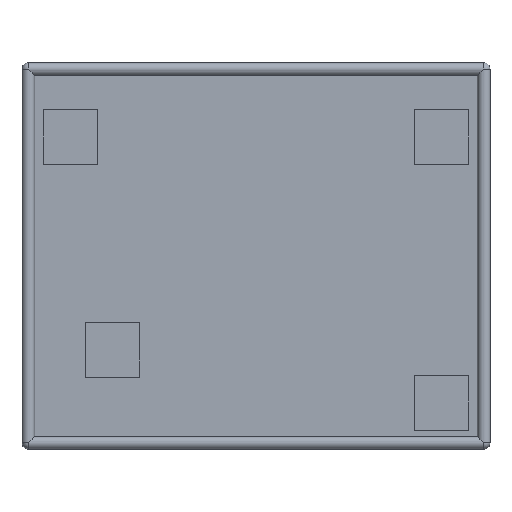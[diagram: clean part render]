
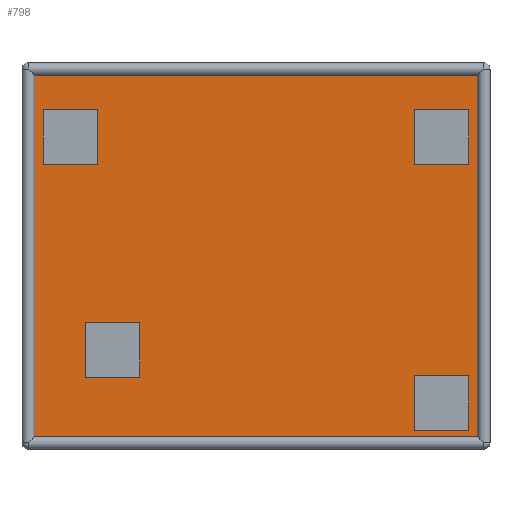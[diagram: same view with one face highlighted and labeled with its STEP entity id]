
A CAD part, top view. The second image highlights one B-rep face of the part: STEP entity #798.
In plain terms, the highlighted planar face has unit normal (0, 0, 1).
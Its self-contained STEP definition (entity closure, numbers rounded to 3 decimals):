
#15=FACE_BOUND('',#325,.T.);
#16=FACE_BOUND('',#326,.T.);
#17=FACE_BOUND('',#327,.T.);
#18=FACE_BOUND('',#328,.T.);
#52=PLANE('',#890);
#78=LINE('',#1239,#158);
#81=LINE('',#1244,#161);
#82=LINE('',#1248,#162);
#86=LINE('',#1256,#166);
#89=LINE('',#1262,#169);
#92=LINE('',#1267,#172);
#94=LINE('',#1273,#174);
#98=LINE('',#1281,#178);
#101=LINE('',#1287,#181);
#104=LINE('',#1292,#184);
#106=LINE('',#1298,#186);
#110=LINE('',#1306,#190);
#113=LINE('',#1312,#193);
#116=LINE('',#1317,#196);
#118=LINE('',#1323,#198);
#122=LINE('',#1331,#202);
#125=LINE('',#1337,#205);
#128=LINE('',#1342,#208);
#131=LINE('',#1348,#211);
#132=LINE('',#1350,#212);
#158=VECTOR('',#1026,10.);
#161=VECTOR('',#1031,10.);
#162=VECTOR('',#1034,10.);
#166=VECTOR('',#1040,10.);
#169=VECTOR('',#1045,10.);
#172=VECTOR('',#1050,10.);
#174=VECTOR('',#1056,10.);
#178=VECTOR('',#1062,10.);
#181=VECTOR('',#1067,10.);
#184=VECTOR('',#1072,10.);
#186=VECTOR('',#1078,10.);
#190=VECTOR('',#1084,10.);
#193=VECTOR('',#1089,10.);
#196=VECTOR('',#1094,10.);
#198=VECTOR('',#1100,10.);
#202=VECTOR('',#1106,10.);
#205=VECTOR('',#1111,10.);
#208=VECTOR('',#1116,10.);
#211=VECTOR('',#1123,10.);
#212=VECTOR('',#1126,10.);
#274=FACE_OUTER_BOUND('',#324,.T.);
#324=EDGE_LOOP('',(#721,#722,#723,#724));
#325=EDGE_LOOP('',(#725,#726,#727,#728));
#326=EDGE_LOOP('',(#729,#730,#731,#732));
#327=EDGE_LOOP('',(#733,#734,#735,#736));
#328=EDGE_LOOP('',(#737,#738,#739,#740));
#381=VERTEX_POINT('',#1236);
#382=VERTEX_POINT('',#1238);
#383=VERTEX_POINT('',#1242);
#384=VERTEX_POINT('',#1246);
#385=VERTEX_POINT('',#1247);
#388=VERTEX_POINT('',#1255);
#390=VERTEX_POINT('',#1261);
#392=VERTEX_POINT('',#1271);
#393=VERTEX_POINT('',#1272);
#396=VERTEX_POINT('',#1280);
#398=VERTEX_POINT('',#1286);
#400=VERTEX_POINT('',#1296);
#401=VERTEX_POINT('',#1297);
#404=VERTEX_POINT('',#1305);
#406=VERTEX_POINT('',#1311);
#408=VERTEX_POINT('',#1321);
#409=VERTEX_POINT('',#1322);
#412=VERTEX_POINT('',#1330);
#414=VERTEX_POINT('',#1336);
#416=VERTEX_POINT('',#1346);
#470=EDGE_CURVE('',#382,#381,#78,.T.);
#473=EDGE_CURVE('',#381,#383,#81,.T.);
#474=EDGE_CURVE('',#384,#385,#82,.T.);
#478=EDGE_CURVE('',#385,#388,#86,.T.);
#481=EDGE_CURVE('',#388,#390,#89,.T.);
#484=EDGE_CURVE('',#390,#384,#92,.T.);
#486=EDGE_CURVE('',#392,#393,#94,.T.);
#490=EDGE_CURVE('',#393,#396,#98,.T.);
#493=EDGE_CURVE('',#396,#398,#101,.T.);
#496=EDGE_CURVE('',#398,#392,#104,.T.);
#498=EDGE_CURVE('',#400,#401,#106,.T.);
#502=EDGE_CURVE('',#401,#404,#110,.T.);
#505=EDGE_CURVE('',#404,#406,#113,.T.);
#508=EDGE_CURVE('',#406,#400,#116,.T.);
#510=EDGE_CURVE('',#408,#409,#118,.T.);
#514=EDGE_CURVE('',#409,#412,#122,.T.);
#517=EDGE_CURVE('',#412,#414,#125,.T.);
#520=EDGE_CURVE('',#414,#408,#128,.T.);
#523=EDGE_CURVE('',#383,#416,#131,.T.);
#524=EDGE_CURVE('',#416,#382,#132,.T.);
#721=ORIENTED_EDGE('',*,*,#470,.T.);
#722=ORIENTED_EDGE('',*,*,#473,.T.);
#723=ORIENTED_EDGE('',*,*,#523,.T.);
#724=ORIENTED_EDGE('',*,*,#524,.T.);
#725=ORIENTED_EDGE('',*,*,#474,.T.);
#726=ORIENTED_EDGE('',*,*,#478,.T.);
#727=ORIENTED_EDGE('',*,*,#481,.T.);
#728=ORIENTED_EDGE('',*,*,#484,.T.);
#729=ORIENTED_EDGE('',*,*,#486,.T.);
#730=ORIENTED_EDGE('',*,*,#490,.T.);
#731=ORIENTED_EDGE('',*,*,#493,.T.);
#732=ORIENTED_EDGE('',*,*,#496,.T.);
#733=ORIENTED_EDGE('',*,*,#498,.T.);
#734=ORIENTED_EDGE('',*,*,#502,.T.);
#735=ORIENTED_EDGE('',*,*,#505,.T.);
#736=ORIENTED_EDGE('',*,*,#508,.T.);
#737=ORIENTED_EDGE('',*,*,#510,.T.);
#738=ORIENTED_EDGE('',*,*,#514,.T.);
#739=ORIENTED_EDGE('',*,*,#517,.T.);
#740=ORIENTED_EDGE('',*,*,#520,.T.);
#798=ADVANCED_FACE('',(#274,#15,#16,#17,#18),#52,.T.);
#890=AXIS2_PLACEMENT_3D('',#1351,#1127,#1128);
#1026=DIRECTION('',(0.,-1.,0.));
#1031=DIRECTION('',(1.,0.,0.));
#1034=DIRECTION('',(1.,0.,0.));
#1040=DIRECTION('',(0.,-1.,0.));
#1045=DIRECTION('',(-1.,0.,0.));
#1050=DIRECTION('',(0.,1.,0.));
#1056=DIRECTION('',(1.,0.,0.));
#1062=DIRECTION('',(0.,-1.,0.));
#1067=DIRECTION('',(-1.,0.,0.));
#1072=DIRECTION('',(0.,1.,0.));
#1078=DIRECTION('',(0.,-1.,0.));
#1084=DIRECTION('',(-1.,0.,0.));
#1089=DIRECTION('',(0.,1.,0.));
#1094=DIRECTION('',(1.,0.,0.));
#1100=DIRECTION('',(1.,0.,0.));
#1106=DIRECTION('',(0.,-1.,0.));
#1111=DIRECTION('',(-1.,0.,0.));
#1116=DIRECTION('',(0.,1.,0.));
#1123=DIRECTION('',(0.,1.,0.));
#1126=DIRECTION('',(-1.,0.,0.));
#1127=DIRECTION('center_axis',(0.,0.,1.));
#1128=DIRECTION('ref_axis',(1.,0.,0.));
#1236=CARTESIAN_POINT('',(-53.,-43.225,0.));
#1238=CARTESIAN_POINT('',(-53.,43.225,0.));
#1239=CARTESIAN_POINT('',(-53.,-21.613,0.));
#1242=CARTESIAN_POINT('',(53.,-43.225,0.));
#1244=CARTESIAN_POINT('',(26.5,-43.225,0.));
#1246=CARTESIAN_POINT('',(-40.8,-15.985,0.));
#1247=CARTESIAN_POINT('',(-27.8,-15.985,0.));
#1248=CARTESIAN_POINT('',(-13.9,-15.985,0.));
#1255=CARTESIAN_POINT('',(-27.8,-28.985,0.));
#1256=CARTESIAN_POINT('',(-27.8,-14.493,0.));
#1261=CARTESIAN_POINT('',(-40.8,-28.985,0.));
#1262=CARTESIAN_POINT('',(-20.4,-28.985,0.));
#1267=CARTESIAN_POINT('',(-40.8,-7.993,0.));
#1271=CARTESIAN_POINT('',(-50.96,34.975,0.));
#1272=CARTESIAN_POINT('',(-37.96,34.975,0.));
#1273=CARTESIAN_POINT('',(-18.98,34.975,0.));
#1280=CARTESIAN_POINT('',(-37.96,21.975,0.));
#1281=CARTESIAN_POINT('',(-37.96,10.988,0.));
#1286=CARTESIAN_POINT('',(-50.96,21.975,0.));
#1287=CARTESIAN_POINT('',(-25.48,21.975,0.));
#1292=CARTESIAN_POINT('',(-50.96,17.488,0.));
#1296=CARTESIAN_POINT('',(50.96,-28.685,0.));
#1297=CARTESIAN_POINT('',(50.96,-41.685,0.));
#1298=CARTESIAN_POINT('',(50.96,-20.843,0.));
#1305=CARTESIAN_POINT('',(37.96,-41.685,0.));
#1306=CARTESIAN_POINT('',(18.98,-41.685,0.));
#1311=CARTESIAN_POINT('',(37.96,-28.685,0.));
#1312=CARTESIAN_POINT('',(37.96,-14.343,0.));
#1317=CARTESIAN_POINT('',(25.48,-28.685,0.));
#1321=CARTESIAN_POINT('',(37.96,34.975,0.));
#1322=CARTESIAN_POINT('',(50.96,34.975,0.));
#1323=CARTESIAN_POINT('',(25.48,34.975,0.));
#1330=CARTESIAN_POINT('',(50.96,21.975,0.));
#1331=CARTESIAN_POINT('',(50.96,10.988,0.));
#1336=CARTESIAN_POINT('',(37.96,21.975,0.));
#1337=CARTESIAN_POINT('',(18.98,21.975,0.));
#1342=CARTESIAN_POINT('',(37.96,17.488,0.));
#1346=CARTESIAN_POINT('',(53.,43.225,0.));
#1348=CARTESIAN_POINT('',(53.,21.613,0.));
#1350=CARTESIAN_POINT('',(-26.5,43.225,0.));
#1351=CARTESIAN_POINT('Origin',(0.,0.,0.));
